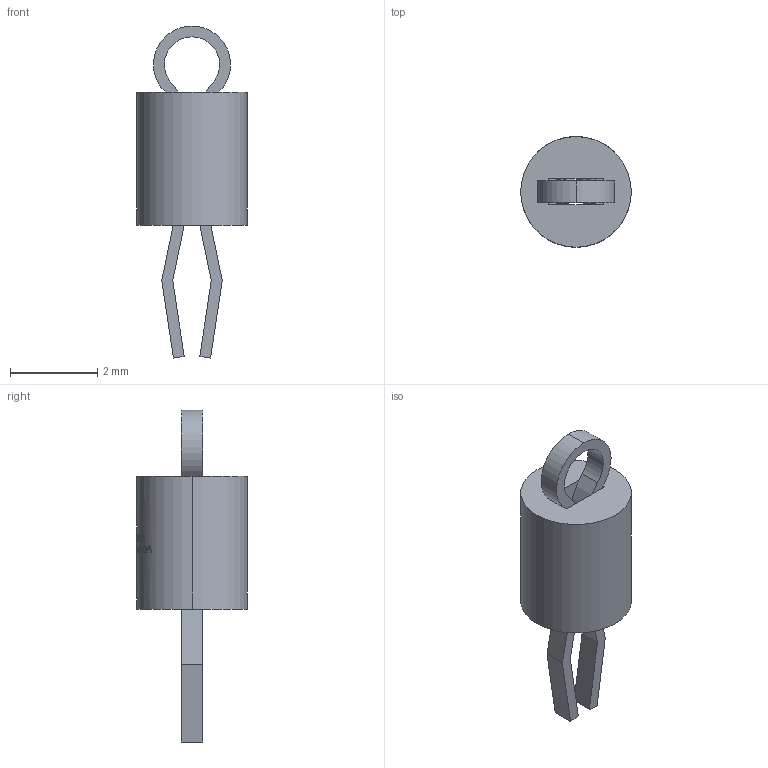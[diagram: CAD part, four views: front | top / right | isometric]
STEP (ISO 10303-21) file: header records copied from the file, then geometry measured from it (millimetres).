
FILE_DESCRIPTION (( 'STEP AP214' ), '1' );
FILE_NAME ('TEST-TH_D2.54-H4.6-P1.39.step', '2022-07-05T11:02:17', ( '' ), ( '' ), 'SwSTEP 2.0', 'SolidWorks 2020', '' );
FILE_SCHEMA (( 'AUTOMOTIVE_DESIGN' ));
Length unit declared in the file: millimetre
Products named in the file (1): TEST-TH_D2.54-H4.6-P1.39
Bounding box: 2.54 x 2.54 x 7.62 mm (x, y, z)
Volume: 15.6 mm3; surface area: 68.2 mm2
Topology: 1 solids, 2 shells, 400 faces, 1137 edges, 758 vertices
Faces by surface type: plane 204, bspline 163, cylinder 33
Entity records: 19580 total; most frequent: CARTESIAN_POINT 6478, ORIENTED_EDGE 2274, EDGE_CURVE 1137, DIRECTION 1100, VERTEX_POINT 758, VECTOR 552, LINE 552, EDGE_LOOP 433
